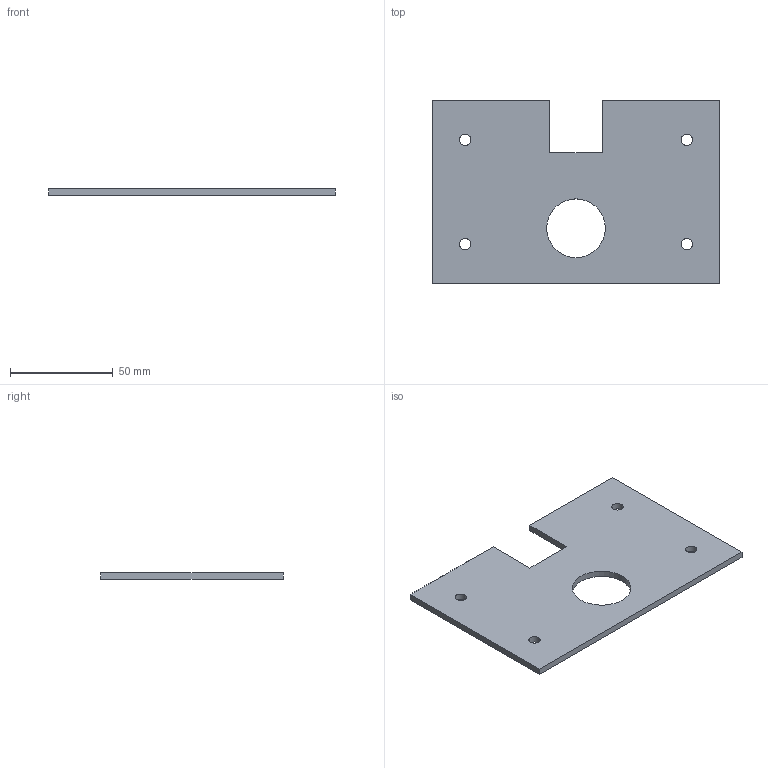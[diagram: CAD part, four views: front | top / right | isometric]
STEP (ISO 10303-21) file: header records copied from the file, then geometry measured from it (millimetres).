
FILE_DESCRIPTION(/* description */ (''),/* implementation_level */ '2;1');
FILE_NAME(/* name */ 'DIFF_PLATE_ROD.stp',/* time_stamp */ '2025-12-10T17:40:04-05:00',/* author */ ('t205b'),/* organization */ (''),/* preprocessor_version */ 'ST-DEVELOPER v20.1',/* originating_system */ 'Autodesk Inventor 2026',/* authorisation */ '');
FILE_SCHEMA (('AUTOMOTIVE_DESIGN { 1 0 10303 214 3 1 1 }'));
Length unit declared in the file: inch
Products named in the file (1): DIFF_PLATE_ROD
Bounding box: 139.7 x 88.9 x 3.17 mm (x, y, z)
Volume: 35043.8 mm3; surface area: 24192.7 mm2
Topology: 1 solids, 1 shells, 15 faces, 39 edges, 27 vertices
Faces by surface type: plane 10, cylinder 5
Full cylindrical faces by diameter (mm): 5.512 x4, 28.575 x1
Entity records: 539 total; most frequent: CARTESIAN_POINT 82, DIRECTION 81, ORIENTED_EDGE 78, EDGE_CURVE 39, LINE 29, VECTOR 29, VERTEX_POINT 26, AXIS2_PLACEMENT_3D 26
